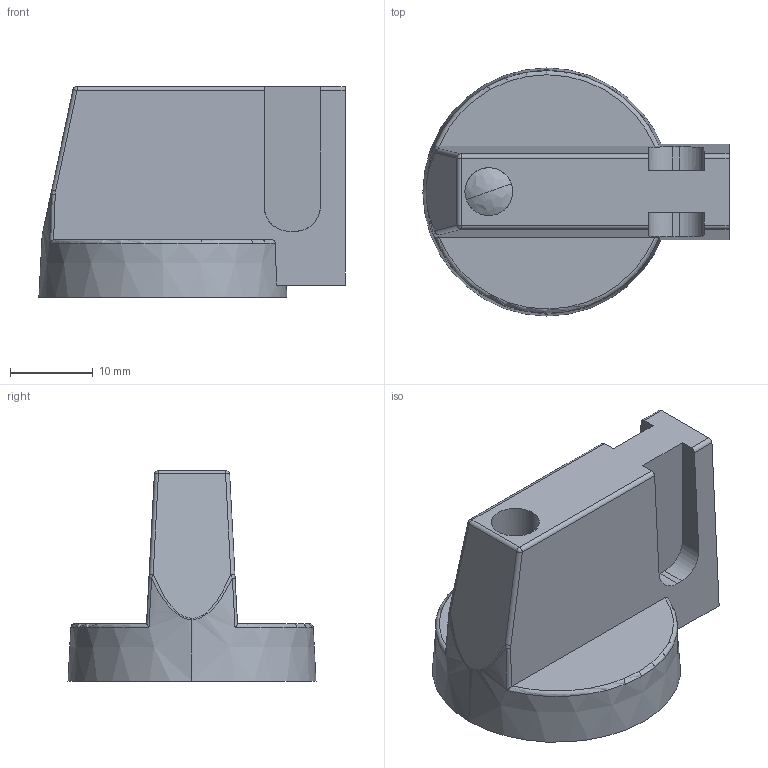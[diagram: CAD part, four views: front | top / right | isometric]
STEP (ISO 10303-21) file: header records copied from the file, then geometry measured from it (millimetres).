
FILE_DESCRIPTION(('STEP AP214'),'1');
FILE_NAME('cctmp_FD372BA7-5E04-4F7A-BBA3-1D1E8EF0BD72_2023_04_14_05_28_35_0739..stp','2023-04-14T03:28:35',('SIEMENS A&D'),('CADClick - www.CADClick.com'),'Spatial InterOp 3D postprocessed',' ','unknown authorization');
FILE_SCHEMA(('AUTOMOTIVE_DESIGN'));
Length unit declared in the file: millimetre
Products named in the file (1): 2023_04_14_05_28_35_0739
Bounding box: 37.03 x 30 x 25.5 mm (x, y, z)
Volume: 11074.5 mm3; surface area: 4074.4 mm2
Topology: 1 solids, 1 shells, 43 faces, 116 edges, 74 vertices
Faces by surface type: plane 17, cylinder 13, bspline 6, cone 2, sphere 2, torus 2, extrusion 1
Entity records: 1753 total; most frequent: CARTESIAN_POINT 558, ORIENTED_EDGE 228, DIRECTION 201, EDGE_CURVE 114, VERTEX_POINT 74, AXIS2_PLACEMENT_3D 73, VECTOR 55, LINE 54
